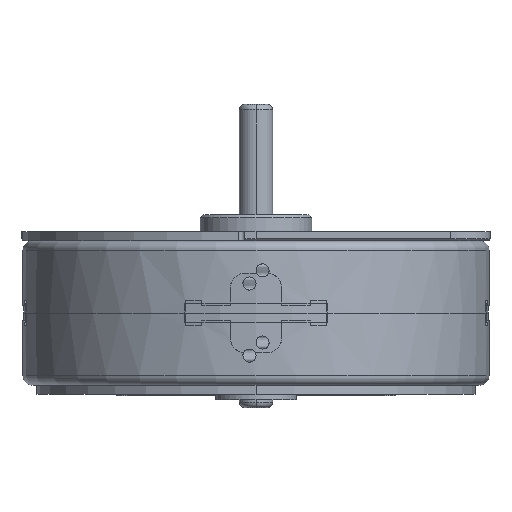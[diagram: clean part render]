
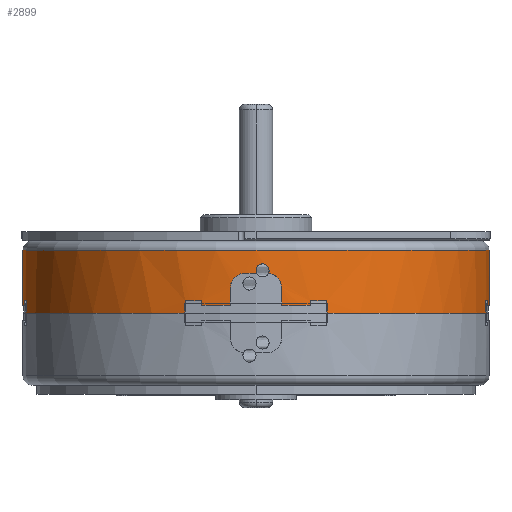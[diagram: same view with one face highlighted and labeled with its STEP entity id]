
A CAD part, front view. The second image highlights one B-rep face of the part: STEP entity #2899.
In plain terms, the highlighted cylindrical face has radius 20.876 mm (diameter 41.753 mm), a partial arc.
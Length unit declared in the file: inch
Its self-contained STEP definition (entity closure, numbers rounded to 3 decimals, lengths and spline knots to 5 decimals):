
#1937=DIRECTION('',(1.,0.,0.));
#1938=VECTOR('',#1937,0.043);
#1939=CARTESIAN_POINT('',(0.211,0.78296,-0.25));
#1940=LINE('',#1939,#1938);
#1945=CARTESIAN_POINT('',(0.114,0.82093,-0.04));
#1946=CARTESIAN_POINT('',(0.114,0.82077,-0.0433));
#1947=CARTESIAN_POINT('',(0.11464,0.82041,
-0.04977));
#1948=CARTESIAN_POINT('',(0.1175,0.81978,
-0.05925));
#1949=CARTESIAN_POINT('',(0.12215,0.8191,
-0.06794));
#1950=CARTESIAN_POINT('',(0.1284,0.81843,
-0.07557));
#1951=CARTESIAN_POINT('',(0.13604,0.81782,
-0.08184));
#1952=CARTESIAN_POINT('',(0.14474,0.81734,
-0.08649));
#1953=CARTESIAN_POINT('',(0.15423,0.81703,
-0.08936));
#1954=CARTESIAN_POINT('',(0.1607,0.81696,-0.09));
#1955=CARTESIAN_POINT('',(0.164,0.81696,-0.09));
#1957=CARTESIAN_POINT('',(0.164,0.81696,0.09));
#1958=CARTESIAN_POINT('',(0.1607,0.81696,0.09));
#1959=CARTESIAN_POINT('',(0.15423,0.81703,
0.08936));
#1960=CARTESIAN_POINT('',(0.14474,0.81734,
0.08649));
#1961=CARTESIAN_POINT('',(0.13604,0.81782,
0.08184));
#1962=CARTESIAN_POINT('',(0.12841,0.81843,
0.07558));
#1963=CARTESIAN_POINT('',(0.12215,0.8191,
0.06794));
#1964=CARTESIAN_POINT('',(0.1175,0.81978,
0.05925));
#1965=CARTESIAN_POINT('',(0.11464,0.82041,
0.04977));
#1966=CARTESIAN_POINT('',(0.114,0.82077,0.0433));
#1967=CARTESIAN_POINT('',(0.114,0.82093,0.04));
#1969=DIRECTION('',(1.,0.,0.));
#1970=VECTOR('',#1969,0.194);
#1971=CARTESIAN_POINT('',(0.032,0.,0.8219));
#1972=LINE('',#1971,#1970);
#1973=CARTESIAN_POINT('',(0.032,0.,0.));
#1974=DIRECTION('',(-1.,0.,0.));
#1975=DIRECTION('',(0.,0.,1.));
#1976=AXIS2_PLACEMENT_3D('',#1973,#1974,#1975);
#1978=DIRECTION('',(1.,0.,0.));
#1979=VECTOR('',#1978,0.194);
#1980=CARTESIAN_POINT('',(0.032,0.,-0.8219));
#1981=LINE('',#1980,#1979);
#1982=CARTESIAN_POINT('',(0.211,0.,0.));
#1983=DIRECTION('',(1.,0.,0.));
#1984=DIRECTION('',(0.,0.953,-0.304));
#1985=AXIS2_PLACEMENT_3D('',#1982,#1983,#1984);
#1996=DIRECTION('',(1.,0.,0.));
#1997=VECTOR('',#1996,0.015);
#1998=CARTESIAN_POINT('',(0.211,0.7994,-0.191));
#1999=LINE('',#1998,#1997);
#2008=CARTESIAN_POINT('',(0.226,0.,0.));
#2009=DIRECTION('',(1.,0.,0.));
#2010=DIRECTION('',(0.,0.973,-0.232));
#2011=AXIS2_PLACEMENT_3D('',#2008,#2009,#2010);
#2022=DIRECTION('',(1.,0.,0.));
#2023=VECTOR('',#2022,0.062);
#2024=CARTESIAN_POINT('',(0.164,0.81696,-0.09));
#2025=LINE('',#2024,#2023);
#2038=CARTESIAN_POINT('',(0.114,0.,0.));
#2039=DIRECTION('',(1.,0.,0.));
#2040=DIRECTION('',(0.,0.999,-0.049));
#2041=AXIS2_PLACEMENT_3D('',#2038,#2039,#2040);
#2056=DIRECTION('',(1.,0.,0.));
#2057=VECTOR('',#2056,0.062);
#2058=CARTESIAN_POINT('',(0.164,0.81696,0.09));
#2059=LINE('',#2058,#2057);
#2068=CARTESIAN_POINT('',(0.226,0.,0.));
#2069=DIRECTION('',(1.,0.,0.));
#2070=DIRECTION('',(0.,0.994,0.11));
#2071=AXIS2_PLACEMENT_3D('',#2068,#2069,#2070);
#2082=DIRECTION('',(1.,0.,0.));
#2083=VECTOR('',#2082,0.015);
#2084=CARTESIAN_POINT('',(0.211,0.7994,0.191));
#2085=LINE('',#2084,#2083);
#2094=CARTESIAN_POINT('',(0.211,0.,0.));
#2095=DIRECTION('',(1.,0.,0.));
#2096=DIRECTION('',(0.,0.973,0.232));
#2097=AXIS2_PLACEMENT_3D('',#2094,#2095,#2096);
#2108=DIRECTION('',(1.,0.,0.));
#2109=VECTOR('',#2108,0.043);
#2110=CARTESIAN_POINT('',(0.211,0.78296,0.25));
#2111=LINE('',#2110,#2109);
#2124=CARTESIAN_POINT('',(0.254,0.,0.));
#2125=DIRECTION('',(-1.,0.,0.));
#2126=DIRECTION('',(0.,0.953,-0.304));
#2127=AXIS2_PLACEMENT_3D('',#2124,#2125,#2126);
#2151=CARTESIAN_POINT('',(0.254,0.,0.));
#2152=DIRECTION('',(-1.,0.,0.));
#2153=DIRECTION('',(0.,0.174,0.985));
#2154=AXIS2_PLACEMENT_3D('',#2151,#2152,#2153);
#2156=DIRECTION('',(1.,0.,0.));
#2157=VECTOR('',#2156,0.043);
#2158=CARTESIAN_POINT('',(0.211,0.143,-0.80936));
#2159=LINE('',#2158,#2157);
#2168=CARTESIAN_POINT('',(0.211,0.,0.));
#2169=DIRECTION('',(1.,0.,0.));
#2170=DIRECTION('',(0.,0.102,-0.995));
#2171=AXIS2_PLACEMENT_3D('',#2168,#2169,#2170);
#2182=DIRECTION('',(1.,0.,0.));
#2183=VECTOR('',#2182,0.015);
#2184=CARTESIAN_POINT('',(0.211,0.084,-0.8176));
#2185=LINE('',#2184,#2183);
#2209=CARTESIAN_POINT('',(0.226,0.,0.));
#2210=DIRECTION('',(1.,0.,0.));
#2211=DIRECTION('',(0.,0.,-1.));
#2212=AXIS2_PLACEMENT_3D('',#2209,#2210,#2211);
#2389=CARTESIAN_POINT('',(0.226,0.,0.));
#2390=DIRECTION('',(1.,0.,0.));
#2391=DIRECTION('',(0.,0.102,0.995));
#2392=AXIS2_PLACEMENT_3D('',#2389,#2390,#2391);
#2416=DIRECTION('',(1.,0.,0.));
#2417=VECTOR('',#2416,0.015);
#2418=CARTESIAN_POINT('',(0.211,0.084,0.8176));
#2419=LINE('',#2418,#2417);
#2429=CARTESIAN_POINT('',(0.211,0.,0.));
#2430=DIRECTION('',(1.,0.,0.));
#2431=DIRECTION('',(0.,0.174,0.985));
#2432=AXIS2_PLACEMENT_3D('',#2429,#2430,#2431);
#2438=DIRECTION('',(1.,0.,0.));
#2439=VECTOR('',#2438,0.043);
#2440=CARTESIAN_POINT('',(0.211,0.143,0.80936));
#2441=LINE('',#2440,#2439);
#2567=CARTESIAN_POINT('',(0.032,0.,0.8219));
#2569=VERTEX_POINT('',#2567);
#2571=CARTESIAN_POINT('',(0.032,0.,-0.8219));
#2573=VERTEX_POINT('',#2571);
#2594=CARTESIAN_POINT('',(0.226,0.,0.8219));
#2596=VERTEX_POINT('',#2594);
#2615=CARTESIAN_POINT('',(0.254,0.143,0.80936));
#2617=VERTEX_POINT('',#2615);
#2618=CARTESIAN_POINT('',(0.211,0.143,0.80936));
#2620=VERTEX_POINT('',#2618);
#2622=CARTESIAN_POINT('',(0.211,0.084,0.8176));
#2624=VERTEX_POINT('',#2622);
#2626=CARTESIAN_POINT('',(0.226,0.084,0.8176));
#2628=VERTEX_POINT('',#2626);
#2631=CARTESIAN_POINT('',(0.226,0.,-0.8219));
#2633=VERTEX_POINT('',#2631);
#2650=CARTESIAN_POINT('',(0.254,0.143,-0.80936));
#2652=VERTEX_POINT('',#2650);
#2654=CARTESIAN_POINT('',(0.211,0.143,-0.80936));
#2656=VERTEX_POINT('',#2654);
#2658=CARTESIAN_POINT('',(0.211,0.084,-0.8176));
#2660=VERTEX_POINT('',#2658);
#2662=CARTESIAN_POINT('',(0.226,0.084,-0.8176));
#2664=VERTEX_POINT('',#2662);
#2698=CARTESIAN_POINT('',(0.211,0.78296,-0.25));
#2699=CARTESIAN_POINT('',(0.254,0.78296,-0.25));
#2700=VERTEX_POINT('',#2698);
#2701=VERTEX_POINT('',#2699);
#2702=CARTESIAN_POINT('',(0.211,0.7994,-0.191));
#2703=VERTEX_POINT('',#2702);
#2704=CARTESIAN_POINT('',(0.226,0.7994,-0.191));
#2705=VERTEX_POINT('',#2704);
#2706=CARTESIAN_POINT('',(0.226,0.81696,-0.09));
#2707=VERTEX_POINT('',#2706);
#2708=CARTESIAN_POINT('',(0.164,0.81696,-0.09));
#2709=VERTEX_POINT('',#2708);
#2710=VERTEX_POINT('',#1945);
#2711=CARTESIAN_POINT('',(0.114,0.82093,0.04));
#2712=VERTEX_POINT('',#2711);
#2713=VERTEX_POINT('',#1957);
#2714=CARTESIAN_POINT('',(0.226,0.81696,0.09));
#2715=VERTEX_POINT('',#2714);
#2716=CARTESIAN_POINT('',(0.226,0.7994,0.191));
#2717=VERTEX_POINT('',#2716);
#2718=CARTESIAN_POINT('',(0.211,0.7994,0.191));
#2719=VERTEX_POINT('',#2718);
#2720=CARTESIAN_POINT('',(0.211,0.78296,0.25));
#2721=VERTEX_POINT('',#2720);
#2722=CARTESIAN_POINT('',(0.254,0.78296,0.25));
#2723=VERTEX_POINT('',#2722);
#2841=CARTESIAN_POINT('',(-0.0127,0.,0.));
#2842=DIRECTION('',(1.,0.,0.));
#2843=DIRECTION('',(0.,0.,1.));
#2844=AXIS2_PLACEMENT_3D('',#2841,#2842,#2843);
#2845=CYLINDRICAL_SURFACE('',#2844,0.8219);
#2846=ORIENTED_EDGE('',*,*,#2831,.F.);
#2848=ORIENTED_EDGE('',*,*,#2847,.T.);
#2850=ORIENTED_EDGE('',*,*,#2849,.T.);
#2852=ORIENTED_EDGE('',*,*,#2851,.T.);
#2854=ORIENTED_EDGE('',*,*,#2853,.F.);
#2856=ORIENTED_EDGE('',*,*,#2855,.F.);
#2858=ORIENTED_EDGE('',*,*,#2857,.T.);
#2860=ORIENTED_EDGE('',*,*,#2859,.F.);
#2862=ORIENTED_EDGE('',*,*,#2861,.T.);
#2864=ORIENTED_EDGE('',*,*,#2863,.T.);
#2866=ORIENTED_EDGE('',*,*,#2865,.F.);
#2868=ORIENTED_EDGE('',*,*,#2867,.T.);
#2870=ORIENTED_EDGE('',*,*,#2869,.T.);
#2872=ORIENTED_EDGE('',*,*,#2871,.F.);
#2874=ORIENTED_EDGE('',*,*,#2873,.F.);
#2876=ORIENTED_EDGE('',*,*,#2875,.T.);
#2878=ORIENTED_EDGE('',*,*,#2877,.T.);
#2880=ORIENTED_EDGE('',*,*,#2879,.T.);
#2882=ORIENTED_EDGE('',*,*,#2881,.F.);
#2884=ORIENTED_EDGE('',*,*,#2883,.T.);
#2886=ORIENTED_EDGE('',*,*,#2885,.T.);
#2888=ORIENTED_EDGE('',*,*,#2887,.T.);
#2890=ORIENTED_EDGE('',*,*,#2889,.F.);
#2892=ORIENTED_EDGE('',*,*,#2891,.T.);
#2894=ORIENTED_EDGE('',*,*,#2893,.T.);
#2896=ORIENTED_EDGE('',*,*,#2895,.F.);
#2897=EDGE_LOOP('',(#2846,#2848,#2850,#2852,#2854,#2856,#2858,#2860,#2862,#2864,
#2866,#2868,#2870,#2872,#2874,#2876,#2878,#2880,#2882,#2884,#2886,#2888,#2890,
#2892,#2894,#2896));
#2898=FACE_OUTER_BOUND('',#2897,.F.);
#2899=ADVANCED_FACE('',(#2898),#2845,.T.);
#1956=B_SPLINE_CURVE_WITH_KNOTS('',3,(#1945,#1946,#1947,#1948,#1949,#1950,#1951,
#1952,#1953,#1954,#1955),.UNSPECIFIED.,.F.,.F.,(4,1,1,1,1,1,1,1,4),(0.,
0.125,0.25,0.375,0.5,0.625,0.75,0.875,1.),.UNSPECIFIED.);
#1968=B_SPLINE_CURVE_WITH_KNOTS('',3,(#1957,#1958,#1959,#1960,#1961,#1962,#1963,
#1964,#1965,#1966,#1967),.UNSPECIFIED.,.F.,.F.,(4,1,1,1,1,1,1,1,4),(0.,
0.125,0.25,0.375,0.5,0.625,0.75,0.875,1.),.UNSPECIFIED.);
#1977=CIRCLE('',#1976,0.8219);
#1986=CIRCLE('',#1985,0.8219);
#2012=CIRCLE('',#2011,0.8219);
#2042=CIRCLE('',#2041,0.8219);
#2072=CIRCLE('',#2071,0.8219);
#2098=CIRCLE('',#2097,0.8219);
#2128=CIRCLE('',#2127,0.8219);
#2155=CIRCLE('',#2154,0.8219);
#2172=CIRCLE('',#2171,0.8219);
#2213=CIRCLE('',#2212,0.8219);
#2393=CIRCLE('',#2392,0.8219);
#2433=CIRCLE('',#2432,0.8219);
#2831=EDGE_CURVE('',#2700,#2701,#1940,.T.);
#2847=EDGE_CURVE('',#2700,#2703,#1986,.T.);
#2849=EDGE_CURVE('',#2703,#2705,#1999,.T.);
#2851=EDGE_CURVE('',#2705,#2707,#2012,.T.);
#2853=EDGE_CURVE('',#2709,#2707,#2025,.T.);
#2855=EDGE_CURVE('',#2710,#2709,#1956,.T.);
#2857=EDGE_CURVE('',#2710,#2712,#2042,.T.);
#2859=EDGE_CURVE('',#2713,#2712,#1968,.T.);
#2861=EDGE_CURVE('',#2713,#2715,#2059,.T.);
#2863=EDGE_CURVE('',#2715,#2717,#2072,.T.);
#2865=EDGE_CURVE('',#2719,#2717,#2085,.T.);
#2867=EDGE_CURVE('',#2719,#2721,#2098,.T.);
#2869=EDGE_CURVE('',#2721,#2723,#2111,.T.);
#2871=EDGE_CURVE('',#2617,#2723,#2155,.T.);
#2873=EDGE_CURVE('',#2620,#2617,#2441,.T.);
#2875=EDGE_CURVE('',#2620,#2624,#2433,.T.);
#2877=EDGE_CURVE('',#2624,#2628,#2419,.T.);
#2879=EDGE_CURVE('',#2628,#2596,#2393,.T.);
#2881=EDGE_CURVE('',#2569,#2596,#1972,.T.);
#2883=EDGE_CURVE('',#2569,#2573,#1977,.T.);
#2885=EDGE_CURVE('',#2573,#2633,#1981,.T.);
#2887=EDGE_CURVE('',#2633,#2664,#2213,.T.);
#2889=EDGE_CURVE('',#2660,#2664,#2185,.T.);
#2891=EDGE_CURVE('',#2660,#2656,#2172,.T.);
#2893=EDGE_CURVE('',#2656,#2652,#2159,.T.);
#2895=EDGE_CURVE('',#2701,#2652,#2128,.T.);
